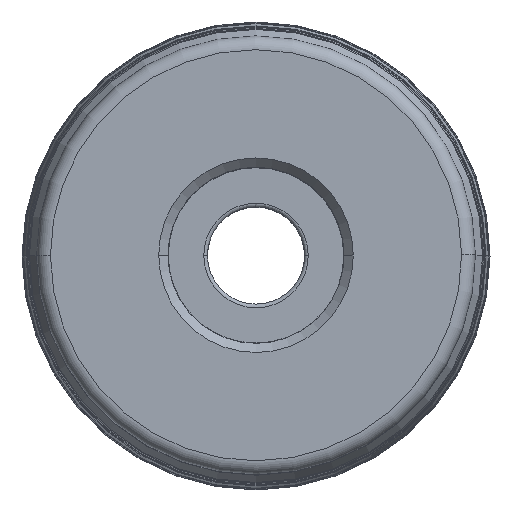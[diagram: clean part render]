
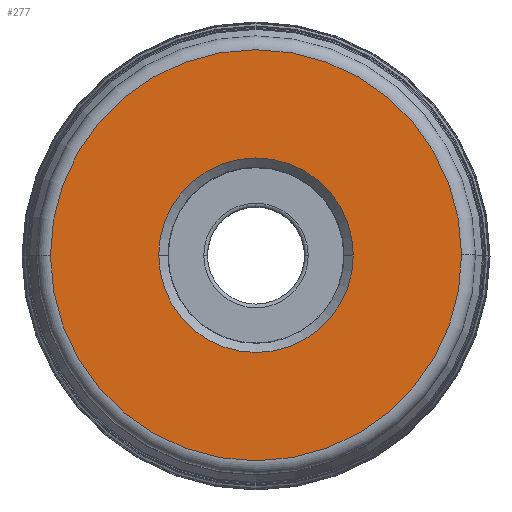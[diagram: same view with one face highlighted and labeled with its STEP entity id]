
A CAD part, top view. The second image highlights one B-rep face of the part: STEP entity #277.
In plain terms, the highlighted planar face has unit normal (0, 0, 1).
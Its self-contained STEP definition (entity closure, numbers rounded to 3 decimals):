
#60=PLANE('',#2829);
#69=FACE_BOUND('',#640,.T.);
#70=FACE_BOUND('',#641,.T.);
#277=ADVANCED_FACE('',(#69,#70),#60,.F.);
#640=EDGE_LOOP('',(#1124,#1125));
#641=EDGE_LOOP('',(#1126,#1127));
#1124=ORIENTED_EDGE('',*,*,#1774,.F.);
#1125=ORIENTED_EDGE('',*,*,#1773,.F.);
#1126=ORIENTED_EDGE('',*,*,#1775,.F.);
#1127=ORIENTED_EDGE('',*,*,#1776,.F.);
#1484=VERTEX_POINT('',#5124);
#1485=VERTEX_POINT('',#5126);
#1486=VERTEX_POINT('',#5131);
#1487=VERTEX_POINT('',#5132);
#1773=EDGE_CURVE('',#1485,#1484,#2153,.T.);
#1774=EDGE_CURVE('',#1484,#1485,#2154,.T.);
#1775=EDGE_CURVE('',#1486,#1487,#2155,.T.);
#1776=EDGE_CURVE('',#1487,#1486,#2156,.T.);
#2153=CIRCLE('',#2824,22.313);
#2154=CIRCLE('',#2826,22.313);
#2155=CIRCLE('',#2827,10.56);
#2156=CIRCLE('',#2828,10.56);
#2824=AXIS2_PLACEMENT_3D('',#5127,#3545,#3546);
#2826=AXIS2_PLACEMENT_3D('',#5129,#3549,#3550);
#2827=AXIS2_PLACEMENT_3D('',#5130,#3551,#3552);
#2828=AXIS2_PLACEMENT_3D('',#5133,#3553,#3554);
#2829=AXIS2_PLACEMENT_3D('',#5134,#3555,#3556);
#3545=DIRECTION('',(0.,0.,-1.));
#3546=DIRECTION('',(-1.,-0.002,0.));
#3549=DIRECTION('',(0.,0.,-1.));
#3550=DIRECTION('',(1.,0.002,0.));
#3551=DIRECTION('',(0.,0.,1.));
#3552=DIRECTION('',(1.,0.002,0.));
#3553=DIRECTION('',(0.,0.,1.));
#3554=DIRECTION('',(-1.,-0.002,0.));
#3555=DIRECTION('',(0.,0.,-1.));
#3556=DIRECTION('',(1.,0.002,0.));
#5124=CARTESIAN_POINT('',(22.312,0.054,0.));
#5126=CARTESIAN_POINT('',(-22.312,-0.054,0.));
#5127=CARTESIAN_POINT('',(0.,0.,0.));
#5129=CARTESIAN_POINT('',(0.,0.,0.));
#5130=CARTESIAN_POINT('',(0.,0.,0.));
#5131=CARTESIAN_POINT('',(10.56,0.026,0.));
#5132=CARTESIAN_POINT('',(-10.56,-0.026,0.));
#5133=CARTESIAN_POINT('',(0.,0.,0.));
#5134=CARTESIAN_POINT('',(0.,0.,0.));
